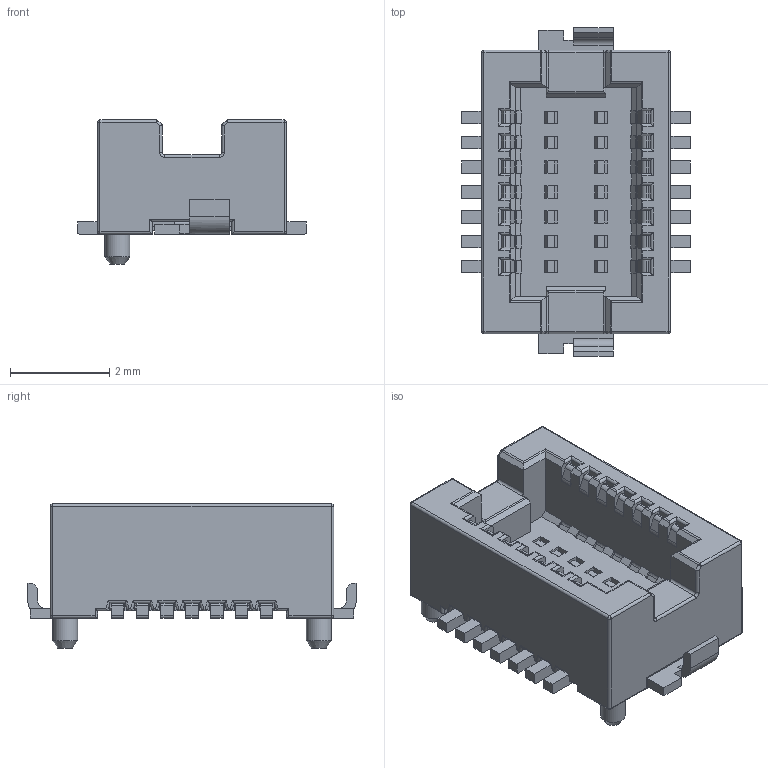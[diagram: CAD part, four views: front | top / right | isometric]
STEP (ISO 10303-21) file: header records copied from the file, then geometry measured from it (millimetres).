
FILE_DESCRIPTION(/* description */ (''),/* implementation_level */ '2;1');
FILE_NAME(/* name */ 'Hirose - DF12(3.0)-14DP-0.5V(86).step',/* time_stamp */ '2020-08-03T00:29:15+01:00',/* author */ (''),/* organization */ (''),/* preprocessor_version */ 'ST-DEVELOPER v18.1',/* originating_system */ 'Autodesk Translation Framework v9.3.0.1241',/* authorisation */ '');
FILE_SCHEMA (('AUTOMOTIVE_DESIGN { 1 0 10303 214 3 1 1 }'));
Length unit declared in the file: millimetre
Products named in the file (1): Hirose - DF12(3.0)-14DP-0.5V(86)
Bounding box: 4.6 x 6.6 x 2.9 mm (x, y, z)
Volume: 31.6 mm3; surface area: 151.9 mm2
Topology: 1 solids, 1 shells, 998 faces, 2698 edges, 1718 vertices
Faces by surface type: plane 700, cylinder 280, sphere 12, torus 4, cone 2
Full cylindrical faces by diameter (mm): 0.5 x2
Entity records: 31234 total; most frequent: CARTESIAN_POINT 5415, ORIENTED_EDGE 5396, DIRECTION 5156, EDGE_CURVE 2698, LINE 2238, VECTOR 2238, VERTEX_POINT 1718, AXIS2_PLACEMENT_3D 1459
